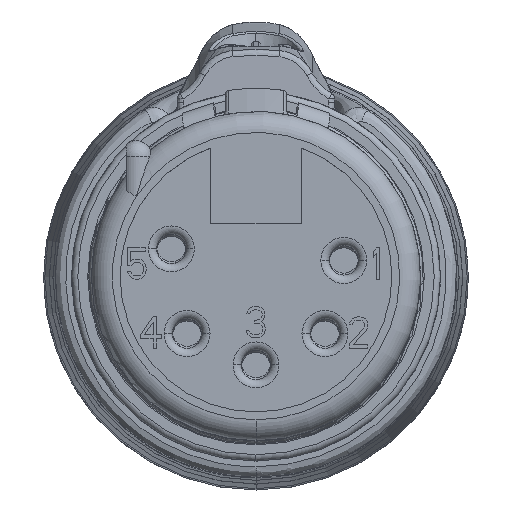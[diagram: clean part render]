
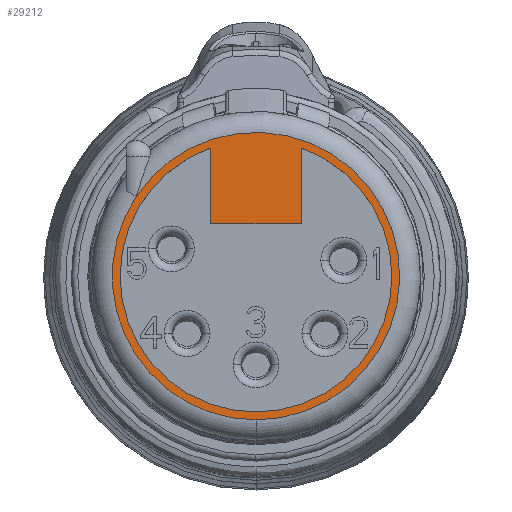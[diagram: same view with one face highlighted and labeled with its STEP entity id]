
A CAD part, top view. The second image highlights one B-rep face of the part: STEP entity #29212.
In plain terms, the highlighted planar face has unit normal (0, 0, 1).
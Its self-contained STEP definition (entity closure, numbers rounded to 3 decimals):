
#7047=CARTESIAN_POINT('',(0.,0.,14.1));
#7048=DIRECTION('',(0.,0.,1.));
#7049=DIRECTION('',(0.,-1.,0.));
#7050=AXIS2_PLACEMENT_3D('',#7047,#7048,#7049);
#7086=CARTESIAN_POINT('',(0.,0.,14.1));
#7087=DIRECTION('',(0.,0.,1.));
#7088=DIRECTION('',(-0.833,0.553,0.));
#7089=AXIS2_PLACEMENT_3D('',#7086,#7087,#7088);
#7091=DIRECTION('',(-1.,0.,0.));
#7092=VECTOR('',#7091,4.14);
#7093=CARTESIAN_POINT('',(2.07,2.5,14.1));
#7094=LINE('',#7093,#7092);
#7178=CARTESIAN_POINT('',(2.07,2.5,14.1));
#7179=CARTESIAN_POINT('',(2.113,2.5,14.1));
#7180=CARTESIAN_POINT('',(2.167,2.533,14.1));
#7181=CARTESIAN_POINT('',(2.2,2.587,14.1));
#7182=CARTESIAN_POINT('',(2.2,2.63,14.1));
#9910=CARTESIAN_POINT('',(0.,0.,14.1));
#9911=DIRECTION('',(0.,0.,-1.));
#9912=DIRECTION('',(0.338,0.941,0.));
#9913=AXIS2_PLACEMENT_3D('',#9910,#9911,#9912);
#9919=DIRECTION('',(0.,1.,0.));
#9920=VECTOR('',#9919,3.486);
#9921=CARTESIAN_POINT('',(2.2,2.63,14.1));
#9922=LINE('',#9921,#9920);
#9937=DIRECTION('',(0.,1.,0.));
#9938=VECTOR('',#9937,3.486);
#9939=CARTESIAN_POINT('',(-2.2,2.63,14.1));
#9940=LINE('',#9939,#9938);
#9951=CARTESIAN_POINT('',(-2.2,2.63,14.1));
#9952=CARTESIAN_POINT('',(-2.2,2.587,14.1));
#9953=CARTESIAN_POINT('',(-2.167,2.533,14.1));
#9954=CARTESIAN_POINT('',(-2.113,2.5,14.1));
#9955=CARTESIAN_POINT('',(-2.07,2.5,14.1));
#14172=CARTESIAN_POINT('',(0.,-6.875,14.1));
#14174=VERTEX_POINT('',#14172);
#14193=CARTESIAN_POINT('',(-5.728,3.802,14.1));
#14194=VERTEX_POINT('',#14193);
#14204=CARTESIAN_POINT('',(2.2,6.116,14.1));
#14205=CARTESIAN_POINT('',(-2.2,6.116,14.1));
#14206=VERTEX_POINT('',#14204);
#14207=VERTEX_POINT('',#14205);
#14240=VERTEX_POINT('',#7178);
#14241=VERTEX_POINT('',#7182);
#14242=VERTEX_POINT('',#9951);
#14243=VERTEX_POINT('',#9955);
#29188=CARTESIAN_POINT('',(0.,0.,14.1));
#29189=DIRECTION('',(0.,0.,-1.));
#29190=DIRECTION('',(0.,-1.,0.));
#29191=AXIS2_PLACEMENT_3D('',#29188,#29189,#29190);
#29192=PLANE('',#29191);
#29193=ORIENTED_EDGE('',*,*,#29174,.F.);
#29195=ORIENTED_EDGE('',*,*,#29194,.F.);
#29196=EDGE_LOOP('',(#29193,#29195));
#29197=FACE_OUTER_BOUND('',#29196,.F.);
#29199=ORIENTED_EDGE('',*,*,#29198,.F.);
#29201=ORIENTED_EDGE('',*,*,#29200,.T.);
#29203=ORIENTED_EDGE('',*,*,#29202,.F.);
#29205=ORIENTED_EDGE('',*,*,#29204,.T.);
#29207=ORIENTED_EDGE('',*,*,#29206,.F.);
#29209=ORIENTED_EDGE('',*,*,#29208,.F.);
#29210=EDGE_LOOP('',(#29199,#29201,#29203,#29205,#29207,#29209));
#29211=FACE_BOUND('',#29210,.F.);
#7051=CIRCLE('',#7050,6.875);
#7090=CIRCLE('',#7089,6.875);
#7183=B_SPLINE_CURVE_WITH_KNOTS('',3,(#7178,#7179,#7180,#7181,#7182),
.UNSPECIFIED.,.F.,.F.,(4,1,4),(0.,0.5,1.),.UNSPECIFIED.);
#9914=CIRCLE('',#9913,6.5);
#9956=B_SPLINE_CURVE_WITH_KNOTS('',3,(#9951,#9952,#9953,#9954,#9955),
.UNSPECIFIED.,.F.,.F.,(4,1,4),(0.,0.5,1.),.UNSPECIFIED.);
#29174=EDGE_CURVE('',#14174,#14194,#7051,.T.);
#29194=EDGE_CURVE('',#14194,#14174,#7090,.T.);
#29198=EDGE_CURVE('',#14240,#14241,#7183,.T.);
#29200=EDGE_CURVE('',#14240,#14243,#7094,.T.);
#29202=EDGE_CURVE('',#14242,#14243,#9956,.T.);
#29204=EDGE_CURVE('',#14242,#14207,#9940,.T.);
#29206=EDGE_CURVE('',#14206,#14207,#9914,.T.);
#29208=EDGE_CURVE('',#14241,#14206,#9922,.T.);
#29212=ADVANCED_FACE('',(#29197,#29211),#29192,.F.);
